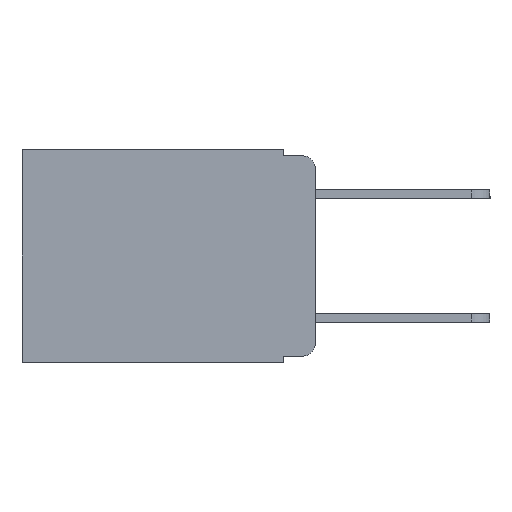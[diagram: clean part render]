
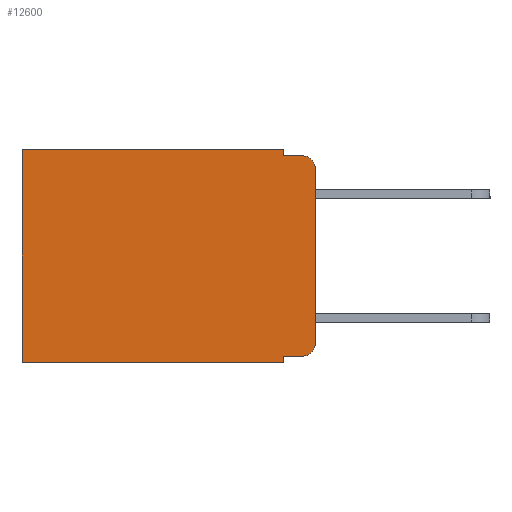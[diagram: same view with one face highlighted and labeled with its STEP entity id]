
A CAD part, left-side view. The second image highlights one B-rep face of the part: STEP entity #12600.
In plain terms, the highlighted planar face has unit normal (-1, 0, 0).
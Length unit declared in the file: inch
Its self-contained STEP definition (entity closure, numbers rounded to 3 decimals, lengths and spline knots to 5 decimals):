
#50 = LINE ( 'NONE', #11452, #4941 ) ;
#255 = ORIENTED_EDGE ( 'NONE', *, *, #17456, .F. ) ;
#347 = CARTESIAN_POINT ( 'NONE',  ( 0.298, 0.02, -0.313 ) ) ;
#458 = VERTEX_POINT ( 'NONE', #17518 ) ;
#523 = EDGE_CURVE ( 'NONE', #8406, #13761, #13466, .T. ) ;
#627 = CARTESIAN_POINT ( 'NONE',  ( 0.298, 0.051, -0.343 ) ) ;
#713 = CIRCLE ( 'NONE', #19266, 0.02 ) ;
#880 = DIRECTION ( 'NONE',  ( 0., -1., 0. ) ) ;
#1060 = CARTESIAN_POINT ( 'NONE',  ( 0.298, 0., -0.03 ) ) ;
#1182 = LINE ( 'NONE', #15491, #5014 ) ;
#1419 = VERTEX_POINT ( 'NONE', #8260 ) ;
#1809 = ORIENTED_EDGE ( 'NONE', *, *, #12540, .T. ) ;
#1855 = ORIENTED_EDGE ( 'NONE', *, *, #16492, .T. ) ;
#2052 = DIRECTION ( 'NONE',  ( 0., 0., -1. ) ) ;
#2079 = ORIENTED_EDGE ( 'NONE', *, *, #13577, .T. ) ;
#2196 = DIRECTION ( 'NONE',  ( 1., 0., 0. ) ) ;
#2261 = VECTOR ( 'NONE', #16894, 39.37008 ) ;
#2749 = AXIS2_PLACEMENT_3D ( 'NONE', #11562, #2196, #13115 ) ;
#2781 = EDGE_CURVE ( 'NONE', #8406, #18577, #1182, .T. ) ;
#4833 = VERTEX_POINT ( 'NONE', #627 ) ;
#4941 = VECTOR ( 'NONE', #10743, 39.37008 ) ;
#5014 = VECTOR ( 'NONE', #15385, 39.37008 ) ;
#5229 = CARTESIAN_POINT ( 'NONE',  ( 0.298, 0., 0. ) ) ;
#5537 = DIRECTION ( 'NONE',  ( 0., 0., -1. ) ) ;
#5565 = EDGE_CURVE ( 'NONE', #4833, #16946, #50, .T. ) ;
#5866 = CARTESIAN_POINT ( 'NONE',  ( 0.298, 0.473, 0. ) ) ;
#5943 = ORIENTED_EDGE ( 'NONE', *, *, #19295, .F. ) ;
#5957 = LINE ( 'NONE', #14723, #14574 ) ;
#6017 = VERTEX_POINT ( 'NONE', #11232 ) ;
#6296 = VECTOR ( 'NONE', #6790, 39.37008 ) ;
#6381 = VECTOR ( 'NONE', #880, 39.37008 ) ;
#6790 = DIRECTION ( 'NONE',  ( 0., 1., 0. ) ) ;
#6838 = LINE ( 'NONE', #16385, #6381 ) ;
#7143 = CARTESIAN_POINT ( 'NONE',  ( 0.298, 0., -0.313 ) ) ;
#7704 = ORIENTED_EDGE ( 'NONE', *, *, #2781, .F. ) ;
#7831 = ORIENTED_EDGE ( 'NONE', *, *, #12691, .T. ) ;
#7965 = ORIENTED_EDGE ( 'NONE', *, *, #523, .T. ) ;
#8260 = CARTESIAN_POINT ( 'NONE',  ( 0.298, 0.02, -0.333 ) ) ;
#8298 = ORIENTED_EDGE ( 'NONE', *, *, #5565, .F. ) ;
#8406 = VERTEX_POINT ( 'NONE', #1060 ) ;
#8740 = ORIENTED_EDGE ( 'NONE', *, *, #14555, .F. ) ;
#10398 = CARTESIAN_POINT ( 'NONE',  ( 0.298, 0.051, -0.333 ) ) ;
#10743 = DIRECTION ( 'NONE',  ( 0., 1., 0. ) ) ;
#10779 = CARTESIAN_POINT ( 'NONE',  ( 0.298, 0.051, -0.01 ) ) ;
#10820 = VECTOR ( 'NONE', #11949, 39.37008 ) ;
#10939 = CARTESIAN_POINT ( 'NONE',  ( 0.298, 0.02, -0.01 ) ) ;
#11232 = CARTESIAN_POINT ( 'NONE',  ( 0.298, 0.473, 0. ) ) ;
#11320 = LINE ( 'NONE', #5866, #14844 ) ;
#11357 = FACE_OUTER_BOUND ( 'NONE', #13247, .T. ) ;
#11444 = DIRECTION ( 'NONE',  ( -1., 0., 0. ) ) ;
#11452 = CARTESIAN_POINT ( 'NONE',  ( 0.298, 0., -0.343 ) ) ;
#11562 = CARTESIAN_POINT ( 'NONE',  ( 0.298, 0., 0. ) ) ;
#11949 = DIRECTION ( 'NONE',  ( 0., -1., 0. ) ) ;
#12040 = CARTESIAN_POINT ( 'NONE',  ( 0.298, 0.051, 0. ) ) ;
#12455 = CARTESIAN_POINT ( 'NONE',  ( 0.298, 0.051, 0. ) ) ;
#12540 = EDGE_CURVE ( 'NONE', #1419, #18577, #713, .T. ) ;
#12600 = ADVANCED_FACE ( 'NONE', ( #11357 ), #14532, .F. ) ;
#12691 = EDGE_CURVE ( 'NONE', #12989, #6017, #18237, .T. ) ;
#12872 = AXIS2_PLACEMENT_3D ( 'NONE', #16151, #14649, #18734 ) ;
#12989 = VERTEX_POINT ( 'NONE', #12040 ) ;
#13115 = DIRECTION ( 'NONE',  ( 0., 0., -1. ) ) ;
#13247 = EDGE_LOOP ( 'NONE', ( #7704, #7965, #5943, #255, #7831, #1855, #8298, #8740, #2079, #1809 ) ) ;
#13466 = CIRCLE ( 'NONE', #12872, 0.02 ) ;
#13577 = EDGE_CURVE ( 'NONE', #458, #1419, #16195, .T. ) ;
#13761 = VERTEX_POINT ( 'NONE', #10939 ) ;
#14532 = PLANE ( 'NONE',  #2749 ) ;
#14555 = EDGE_CURVE ( 'NONE', #458, #4833, #18400, .T. ) ;
#14574 = VECTOR ( 'NONE', #5537, 39.37008 ) ;
#14649 = DIRECTION ( 'NONE',  ( -1., 0., 0. ) ) ;
#14723 = CARTESIAN_POINT ( 'NONE',  ( 0.298, 0.051, 0. ) ) ;
#14844 = VECTOR ( 'NONE', #17891, 39.37008 ) ;
#15385 = DIRECTION ( 'NONE',  ( 0., 0., -1. ) ) ;
#15491 = CARTESIAN_POINT ( 'NONE',  ( 0.298, 0., 0. ) ) ;
#16151 = CARTESIAN_POINT ( 'NONE',  ( 0.298, 0.02, -0.03 ) ) ;
#16181 = CARTESIAN_POINT ( 'NONE',  ( 0.298, 0.473, -0.343 ) ) ;
#16195 = LINE ( 'NONE', #10398, #10820 ) ;
#16385 = CARTESIAN_POINT ( 'NONE',  ( 0.298, 0.051, -0.01 ) ) ;
#16492 = EDGE_CURVE ( 'NONE', #6017, #16946, #11320, .T. ) ;
#16620 = VERTEX_POINT ( 'NONE', #10779 ) ;
#16894 = DIRECTION ( 'NONE',  ( 0., 0., -1. ) ) ;
#16946 = VERTEX_POINT ( 'NONE', #16181 ) ;
#17456 = EDGE_CURVE ( 'NONE', #12989, #16620, #5957, .T. ) ;
#17518 = CARTESIAN_POINT ( 'NONE',  ( 0.298, 0.051, -0.333 ) ) ;
#17891 = DIRECTION ( 'NONE',  ( 0., 0., -1. ) ) ;
#18237 = LINE ( 'NONE', #5229, #6296 ) ;
#18400 = LINE ( 'NONE', #12455, #2261 ) ;
#18577 = VERTEX_POINT ( 'NONE', #7143 ) ;
#18734 = DIRECTION ( 'NONE',  ( 0., 0., -1. ) ) ;
#19266 = AXIS2_PLACEMENT_3D ( 'NONE', #347, #11444, #2052 ) ;
#19295 = EDGE_CURVE ( 'NONE', #16620, #13761, #6838, .T. ) ;
